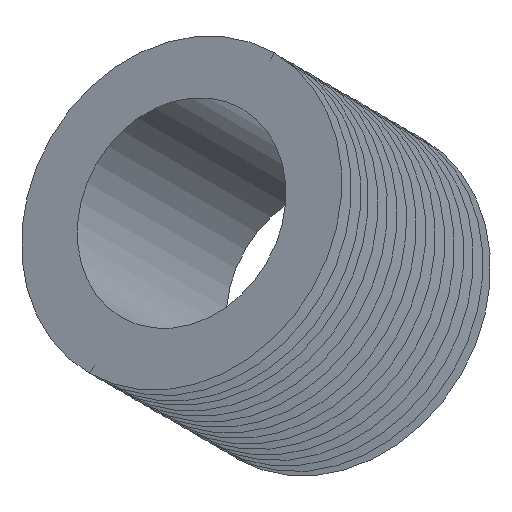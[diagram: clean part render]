
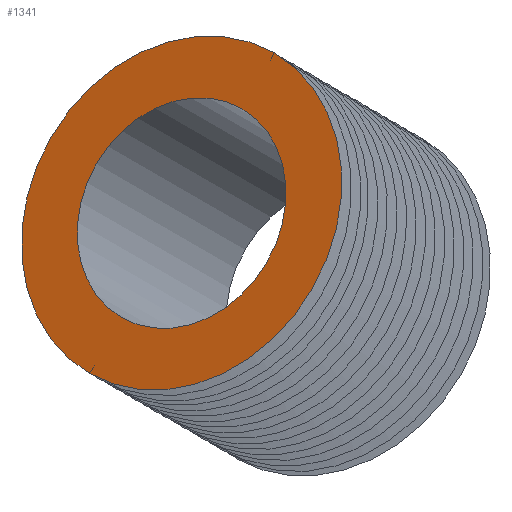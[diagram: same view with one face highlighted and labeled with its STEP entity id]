
A CAD part, isometric view. The second image highlights one B-rep face of the part: STEP entity #1341.
In plain terms, the highlighted planar face has unit normal (-0.707, 0, 0.707).
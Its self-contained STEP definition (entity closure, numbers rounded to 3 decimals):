
#1252=CARTESIAN_POINT('POINT65',(-5.382,
   0.,3.685));
#1253=VERTEX_POINT('VERTEX65',#1252);
#1261=CARTESIAN_POINT('POINT66',(-2.56,0.,
   6.507));
#1262=VERTEX_POINT('VERTEX66',#1261);
#1269=CARTESIAN_POINT('POS128',(-3.971,0.,
   5.096));
#1270=DIRECTION('DIR191',(-0.707,0.,
   0.707));
#1271=DIRECTION('DIR192',(-0.707,0.,
   -0.707));
#1272=AXIS2_PLACEMENT_3D('AXIS64',#1269,#1270,#1271);
#1273=CIRCLE('ELLIPSE33',#1272,1.995);
#1274=EDGE_CURVE('EDGE129',#1253,#1262,#1273,.T.);
#1285=EDGE_CURVE('EDGE130',#1262,#1253,#1273,.T.);
#1317=ORIENTED_EDGE('COEDGE261',*,*,#1285,.T.);
#1318=ORIENTED_EDGE('COEDGE262',*,*,#1274,.T.);
#1319=EDGE_LOOP('NONE',(#1317,#1318));
#1320=FACE_BOUND('LOOP1',#1319,.T.);
#1321=CARTESIAN_POINT('POINT69',(-3.052,0.,
   6.015));
#1322=VERTEX_POINT('VERTEX69',#1321);
#1323=CARTESIAN_POINT('POINT70',(-4.89,
   0.,4.177));
#1324=VERTEX_POINT('VERTEX70',#1323);
#1325=CARTESIAN_POINT('POS132',(-3.971,0.,
   5.096));
#1326=DIRECTION('DIR199',(0.707,0.,
   -0.707));
#1327=DIRECTION('DIR200',(-0.707,0.,
   -0.707));
#1328=AXIS2_PLACEMENT_3D('AXIS68',#1325,#1326,#1327);
#1329=CIRCLE('ELLIPSE35',#1328,1.3);
#1330=EDGE_CURVE('EDGE133',#1322,#1324,#1329,.T.);
#1331=ORIENTED_EDGE('COEDGE263',*,*,#1330,.T.);
#1332=EDGE_CURVE('EDGE134',#1324,#1322,#1329,.T.);
#1333=ORIENTED_EDGE('COEDGE264',*,*,#1332,.T.);
#1334=EDGE_LOOP('NONE',(#1331,#1333));
#1335=FACE_BOUND('LOOP1',#1334,.T.);
#1336=CARTESIAN_POINT('POS133',(-3.971,0.,
   5.096));
#1337=DIRECTION('DIR201',(0.707,0.,
   -0.707));
#1338=DIRECTION('DIR202',(0.707,0.,
   0.707));
#1339=AXIS2_PLACEMENT_3D('AXIS69',#1336,#1337,#1338);
#1340=PLANE('PLANE2',#1339);
#1341=ADVANCED_FACE('FACE66',(#1320,#1335),#1340,.F.);
